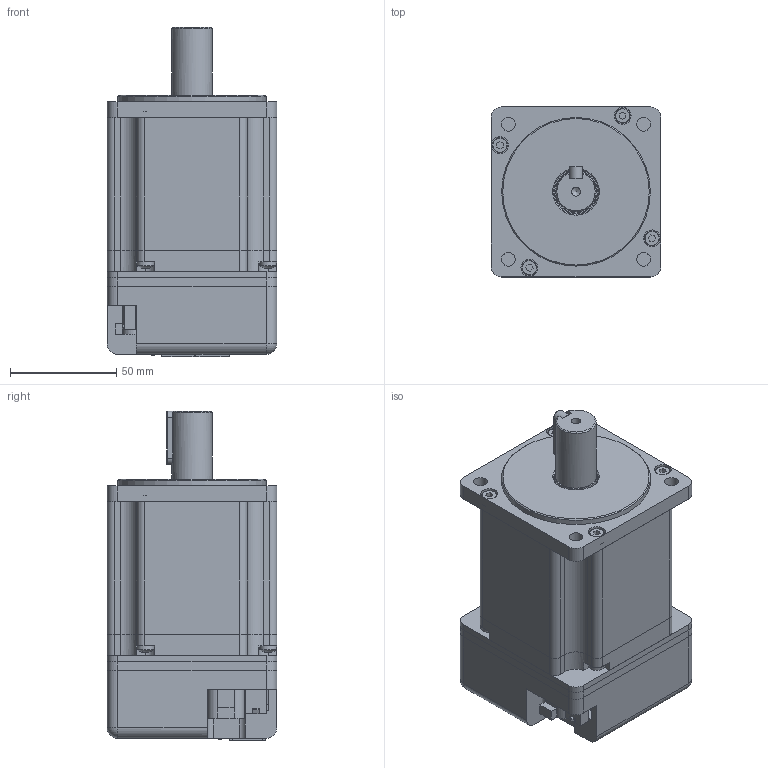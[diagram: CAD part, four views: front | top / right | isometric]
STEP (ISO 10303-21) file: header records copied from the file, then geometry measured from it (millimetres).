
FILE_DESCRIPTION (( 'STEP AP203' ), '1' );
FILE_NAME ('MD80AIS119-48-C02430-B1-5-1E.STEP', '2025-03-14T06:40:12', ( '¼¼Êõ03' ), ( 'HP Inc.' ), 'SwSTEP 2.0', 'SolidWorks 2020', '' );
FILE_SCHEMA (( 'CONFIG_CONTROL_DESIGN' ));
Length unit declared in the file: millimetre
Products named in the file (1): MD80AIS119-48-C02430-B1-5-1E
Bounding box: 80 x 80 x 155.1 mm (x, y, z)
Volume: 275128.8 mm3; surface area: 153376.9 mm2
Topology: 26 solids, 26 shells, 1250 faces, 3179 edges, 2030 vertices
Faces by surface type: plane 784, cylinder 334, cone 57, torus 56, sphere 11, bspline 8
Full cylindrical faces by diameter (mm): 0.5 x12, 2.5 x11, 3 x6, 3.3 x12, 3.4 x2, 3.464 x4, 4 x10, 4.2 x5, 4.5 x4, 4.8 x6, 5 x2, 5.5 x4, 6 x2, 6.5 x4, 7 x4, 8 x8, 8.5 x2, 10 x1, 12 x1, 16 x1, 19 x1, 20 x2, 21 x1, 23 x1, 27 x1, 32 x1, 42 x2, 48 x1, 68 x1, 70 x2
Entity records: 36742 total; most frequent: CARTESIAN_POINT 7127, DIRECTION 6087, ORIENTED_EDGE 5812, EDGE_CURVE 2906, VECTOR 2035, LINE 2035, AXIS2_PLACEMENT_3D 2026, VERTEX_POINT 1966
